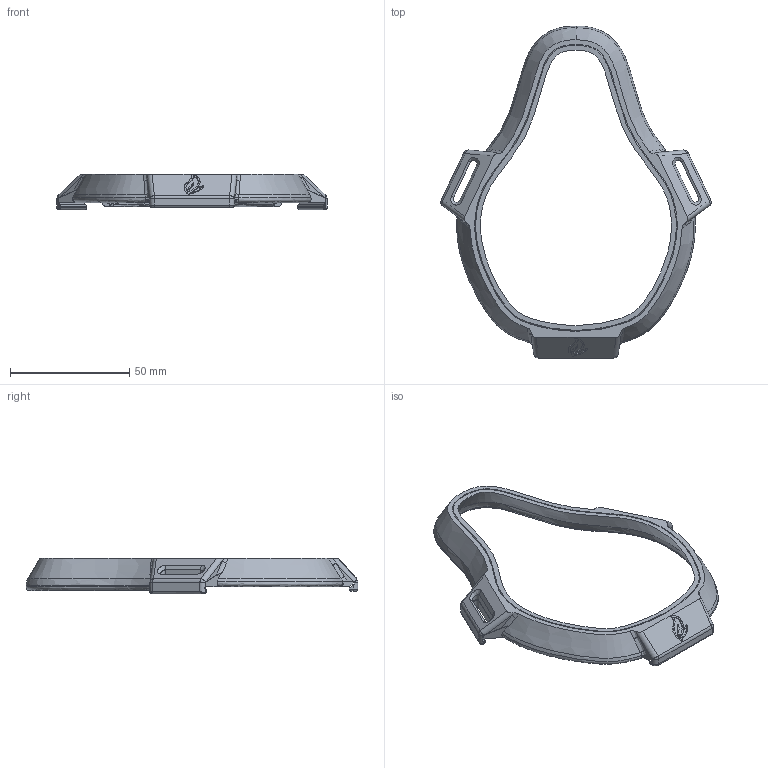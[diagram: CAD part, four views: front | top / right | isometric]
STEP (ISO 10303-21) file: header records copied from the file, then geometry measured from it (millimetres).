
FILE_DESCRIPTION(/* description */ (''),/* implementation_level */ '2;1');
FILE_NAME(/* name */ 'mask_top.step',/* time_stamp */ '2020-03-26T20:31:49+01:00',/* author */ (''),/* organization */ (''),/* preprocessor_version */ 'ST-DEVELOPER v18',/* originating_system */ 'Autodesk Translation Framework v8.12.0.6',/* authorisation */ '');
FILE_SCHEMA (('AUTOMOTIVE_DESIGN { 1 0 10303 214 3 1 1 }'));
Length unit declared in the file: millimetre
Products named in the file (1): mask_flat
Bounding box: 113.45 x 139.39 x 15 mm (x, y, z)
Volume: 21563.3 mm3; surface area: 24728.5 mm2
Topology: 2 solids, 2 shells, 303 faces, 795 edges, 494 vertices
Faces by surface type: bspline 176, plane 78, cylinder 39, sphere 6, torus 4
Entity records: 23429 total; most frequent: CARTESIAN_POINT 17233, ORIENTED_EDGE 1582, DIRECTION 865, EDGE_CURVE 791, VERTEX_POINT 494, EDGE_LOOP 317, FACE_OUTER_BOUND 303, ADVANCED_FACE 303
